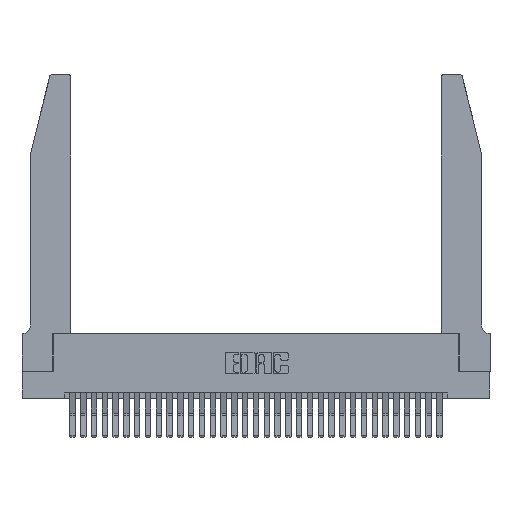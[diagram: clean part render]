
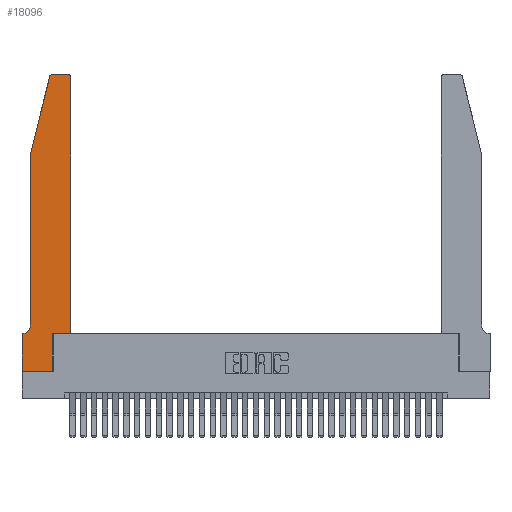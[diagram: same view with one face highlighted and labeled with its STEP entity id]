
A CAD part, top view. The second image highlights one B-rep face of the part: STEP entity #18096.
In plain terms, the highlighted planar face has unit normal (0, 0, 1).
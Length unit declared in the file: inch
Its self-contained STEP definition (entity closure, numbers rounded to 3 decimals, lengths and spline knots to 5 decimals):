
#44 = CIRCLE ( 'NONE', #5181, 0.07 ) ;
#78 = DIRECTION ( 'NONE',  ( 0., -1., 0. ) ) ;
#445 = CARTESIAN_POINT ( 'NONE',  ( 0.0755, 0.35, 0.37 ) ) ;
#672 = CARTESIAN_POINT ( 'NONE',  ( 0.4505, 0.35, 0.37 ) ) ;
#1002 = ORIENTED_EDGE ( 'NONE', *, *, #3277, .T. ) ;
#1318 = LINE ( 'NONE', #1801, #16127 ) ;
#1801 = CARTESIAN_POINT ( 'NONE',  ( 0.2605, 2.75, 0.37 ) ) ;
#1804 = LINE ( 'NONE', #10246, #21599 ) ;
#2066 = DIRECTION ( 'NONE',  ( 1., 0., 0. ) ) ;
#2163 = DIRECTION ( 'NONE',  ( 0., 0., 1. ) ) ;
#3277 = EDGE_CURVE ( 'NONE', #21732, #15584, #21064, .T. ) ;
#3365 = EDGE_CURVE ( 'NONE', #31414, #17038, #25500, .T. ) ;
#4556 = ORIENTED_EDGE ( 'NONE', *, *, #9399, .T. ) ;
#5181 = AXIS2_PLACEMENT_3D ( 'NONE', #21235, #5757, #23848 ) ;
#5757 = DIRECTION ( 'NONE',  ( 0., 0., -1. ) ) ;
#7540 = VERTEX_POINT ( 'NONE', #18059 ) ;
#8025 = CARTESIAN_POINT ( 'NONE',  ( 0., 0., 0.37 ) ) ;
#8069 = VERTEX_POINT ( 'NONE', #32100 ) ;
#8075 = VERTEX_POINT ( 'NONE', #11700 ) ;
#9399 = EDGE_CURVE ( 'NONE', #15056, #8069, #1318, .T. ) ;
#9513 = CARTESIAN_POINT ( 'NONE',  ( 0.284, 2.72, 0.37 ) ) ;
#9577 = CARTESIAN_POINT ( 'NONE',  ( 0.2865, 0.35, 0.37 ) ) ;
#9864 = CARTESIAN_POINT ( 'NONE',  ( 0.0755, 2., 0.37 ) ) ;
#9917 = CIRCLE ( 'NONE', #28204, 0.03 ) ;
#10246 = CARTESIAN_POINT ( 'NONE',  ( 0.2865, 0.35, 0.37 ) ) ;
#10369 = CARTESIAN_POINT ( 'NONE',  ( 0., 0.35, 0.37 ) ) ;
#10640 = DIRECTION ( 'NONE',  ( 1., 0., 0. ) ) ;
#10957 = CARTESIAN_POINT ( 'NONE',  ( 0.4205, 2.75, 0.37 ) ) ;
#10991 = VECTOR ( 'NONE', #30422, 39.37008 ) ;
#11046 = ORIENTED_EDGE ( 'NONE', *, *, #29381, .T. ) ;
#11077 = ORIENTED_EDGE ( 'NONE', *, *, #19187, .T. ) ;
#11423 = LINE ( 'NONE', #16770, #31088 ) ;
#11480 = ORIENTED_EDGE ( 'NONE', *, *, #19386, .T. ) ;
#11700 = CARTESIAN_POINT ( 'NONE',  ( 0.4505, 2.72, 0.37 ) ) ;
#11754 = VECTOR ( 'NONE', #29175, 39.37008 ) ;
#12017 = EDGE_CURVE ( 'NONE', #23232, #31414, #1804, .T. ) ;
#12106 = DIRECTION ( 'NONE',  ( 1., 0., 0. ) ) ;
#12333 = LINE ( 'NONE', #30903, #31983 ) ;
#12971 = EDGE_LOOP ( 'NONE', ( #4556, #11046, #11480, #11077, #18409, #1002, #24854, #21224, #17604, #20838, #24095, #23713 ) ) ;
#13836 = DIRECTION ( 'NONE',  ( 0., 1., 0. ) ) ;
#14553 = VERTEX_POINT ( 'NONE', #19286 ) ;
#14703 = CARTESIAN_POINT ( 'NONE',  ( 0.0755, 0.42, 0.37 ) ) ;
#15056 = VERTEX_POINT ( 'NONE', #10957 ) ;
#15141 = FACE_OUTER_BOUND ( 'NONE', #12971, .T. ) ;
#15584 = VERTEX_POINT ( 'NONE', #10369 ) ;
#16094 = CARTESIAN_POINT ( 'NONE',  ( 0.0055, 0.35, 0.37 ) ) ;
#16127 = VECTOR ( 'NONE', #25068, 39.37008 ) ;
#16770 = CARTESIAN_POINT ( 'NONE',  ( 0.0755, 2., 0.37 ) ) ;
#16835 = CIRCLE ( 'NONE', #22194, 0.03 ) ;
#17038 = VERTEX_POINT ( 'NONE', #21185 ) ;
#17548 = DIRECTION ( 'NONE',  ( 0., 0., 1. ) ) ;
#17604 = ORIENTED_EDGE ( 'NONE', *, *, #12017, .T. ) ;
#18059 = CARTESIAN_POINT ( 'NONE',  ( 0., 0., 0.37 ) ) ;
#18096 = ADVANCED_FACE ( 'NONE', ( #15141 ), #27861, .T. ) ;
#18286 = LINE ( 'NONE', #8025, #31052 ) ;
#18393 = CARTESIAN_POINT ( 'NONE',  ( 0.4505, 0.35, 0.37 ) ) ;
#18409 = ORIENTED_EDGE ( 'NONE', *, *, #33143, .T. ) ;
#18720 = LINE ( 'NONE', #9864, #10991 ) ;
#19187 = EDGE_CURVE ( 'NONE', #29417, #26185, #11423, .T. ) ;
#19286 = CARTESIAN_POINT ( 'NONE',  ( 0.25487, 2.72718, 0.37 ) ) ;
#19386 = EDGE_CURVE ( 'NONE', #14553, #29417, #18720, .T. ) ;
#19403 = DIRECTION ( 'NONE',  ( 0., -1., 0. ) ) ;
#19498 = LINE ( 'NONE', #18393, #32223 ) ;
#19628 = EDGE_CURVE ( 'NONE', #7540, #23232, #18286, .T. ) ;
#19804 = EDGE_CURVE ( 'NONE', #17038, #8075, #19498, .T. ) ;
#20230 = DIRECTION ( 'NONE',  ( 1., 0., 0. ) ) ;
#20838 = ORIENTED_EDGE ( 'NONE', *, *, #3365, .T. ) ;
#21064 = LINE ( 'NONE', #445, #32988 ) ;
#21185 = CARTESIAN_POINT ( 'NONE',  ( 0.4505, 0.35, 0.37 ) ) ;
#21224 = ORIENTED_EDGE ( 'NONE', *, *, #19628, .T. ) ;
#21235 = CARTESIAN_POINT ( 'NONE',  ( 0.0055, 0.42, 0.37 ) ) ;
#21599 = VECTOR ( 'NONE', #28293, 39.37008 ) ;
#21732 = VERTEX_POINT ( 'NONE', #16094 ) ;
#22194 = AXIS2_PLACEMENT_3D ( 'NONE', #9513, #27555, #12106 ) ;
#22653 = AXIS2_PLACEMENT_3D ( 'NONE', #22696, #2163, #20230 ) ;
#22696 = CARTESIAN_POINT ( 'NONE',  ( 0., 0.35, 0.37 ) ) ;
#23232 = VERTEX_POINT ( 'NONE', #29639 ) ;
#23713 = ORIENTED_EDGE ( 'NONE', *, *, #28112, .T. ) ;
#23739 = DIRECTION ( 'NONE',  ( -1., 0., 0. ) ) ;
#23848 = DIRECTION ( 'NONE',  ( -1., 0., 0. ) ) ;
#24095 = ORIENTED_EDGE ( 'NONE', *, *, #19804, .T. ) ;
#24854 = ORIENTED_EDGE ( 'NONE', *, *, #30238, .T. ) ;
#25068 = DIRECTION ( 'NONE',  ( -1., 0., 0. ) ) ;
#25500 = LINE ( 'NONE', #672, #11754 ) ;
#26185 = VERTEX_POINT ( 'NONE', #14703 ) ;
#27555 = DIRECTION ( 'NONE',  ( 0., 0., 1. ) ) ;
#27861 = PLANE ( 'NONE',  #22653 ) ;
#28112 = EDGE_CURVE ( 'NONE', #8075, #15056, #9917, .T. ) ;
#28204 = AXIS2_PLACEMENT_3D ( 'NONE', #32824, #17548, #2066 ) ;
#28293 = DIRECTION ( 'NONE',  ( 0., 1., 0. ) ) ;
#29175 = DIRECTION ( 'NONE',  ( 1., 0., 0. ) ) ;
#29381 = EDGE_CURVE ( 'NONE', #8069, #14553, #16835, .T. ) ;
#29417 = VERTEX_POINT ( 'NONE', #30091 ) ;
#29639 = CARTESIAN_POINT ( 'NONE',  ( 0.2865, 0., 0.37 ) ) ;
#30091 = CARTESIAN_POINT ( 'NONE',  ( 0.0755, 2., 0.37 ) ) ;
#30238 = EDGE_CURVE ( 'NONE', #15584, #7540, #12333, .T. ) ;
#30422 = DIRECTION ( 'NONE',  ( -0.239, -0.971, 0. ) ) ;
#30903 = CARTESIAN_POINT ( 'NONE',  ( 0., 0., 0.37 ) ) ;
#31052 = VECTOR ( 'NONE', #10640, 39.37008 ) ;
#31088 = VECTOR ( 'NONE', #19403, 39.37008 ) ;
#31414 = VERTEX_POINT ( 'NONE', #9577 ) ;
#31983 = VECTOR ( 'NONE', #78, 39.37008 ) ;
#32100 = CARTESIAN_POINT ( 'NONE',  ( 0.284, 2.75, 0.37 ) ) ;
#32223 = VECTOR ( 'NONE', #13836, 39.37008 ) ;
#32824 = CARTESIAN_POINT ( 'NONE',  ( 0.4205, 2.72, 0.37 ) ) ;
#32988 = VECTOR ( 'NONE', #23739, 39.37008 ) ;
#33143 = EDGE_CURVE ( 'NONE', #26185, #21732, #44, .T. ) ;
